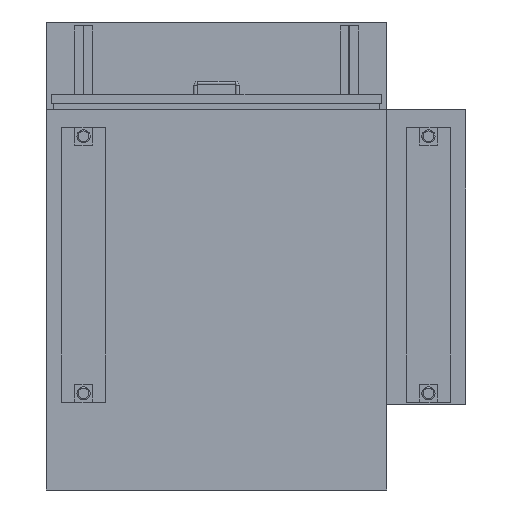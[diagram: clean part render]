
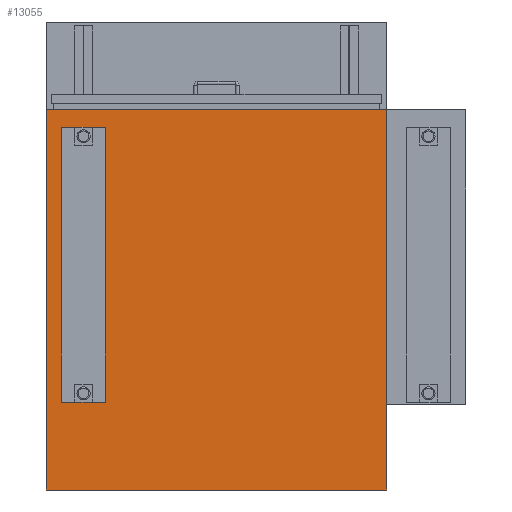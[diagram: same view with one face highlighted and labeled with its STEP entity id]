
A CAD part, front view. The second image highlights one B-rep face of the part: STEP entity #13055.
In plain terms, the highlighted planar face has unit normal (0, -1, 0).
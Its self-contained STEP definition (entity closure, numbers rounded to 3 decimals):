
#774=FACE_OUTER_BOUND('',#1574,.T.);
#1574=EDGE_LOOP('',(#8626,#8627,#8628,#8629));
#2409=LINE('',#19167,#3903);
#2410=LINE('',#19170,#3904);
#2411=LINE('',#19172,#3905);
#2412=LINE('',#19173,#3906);
#3903=VECTOR('',#15227,10.);
#3904=VECTOR('',#15230,10.);
#3905=VECTOR('',#15231,10.);
#3906=VECTOR('',#15232,10.);
#5387=VERTEX_POINT('',#19163);
#5388=VERTEX_POINT('',#19165);
#5389=VERTEX_POINT('',#19169);
#5390=VERTEX_POINT('',#19171);
#6699=EDGE_CURVE('',#5387,#5388,#2409,.T.);
#6700=EDGE_CURVE('',#5389,#5387,#2410,.T.);
#6701=EDGE_CURVE('',#5390,#5388,#2411,.T.);
#6702=EDGE_CURVE('',#5389,#5390,#2412,.T.);
#8626=ORIENTED_EDGE('',*,*,#6700,.T.);
#8627=ORIENTED_EDGE('',*,*,#6699,.T.);
#8628=ORIENTED_EDGE('',*,*,#6701,.F.);
#8629=ORIENTED_EDGE('',*,*,#6702,.F.);
#12398=PLANE('',#13966);
#13055=ADVANCED_FACE('',(#774),#12398,.T.);
#13966=AXIS2_PLACEMENT_3D('',#19168,#15228,#15229);
#15227=DIRECTION('',(1.,0.,0.));
#15228=DIRECTION('center_axis',(0.,-1.,0.));
#15229=DIRECTION('ref_axis',(0.,0.,-1.));
#15230=DIRECTION('',(0.,0.,-1.));
#15231=DIRECTION('',(0.,0.,-1.));
#15232=DIRECTION('',(1.,0.,0.));
#19163=CARTESIAN_POINT('',(0.,-270.,-432.5));
#19165=CARTESIAN_POINT('',(775.,-270.,-432.5));
#19167=CARTESIAN_POINT('',(0.,-270.,-432.5));
#19168=CARTESIAN_POINT('Origin',(0.,-270.,432.5));
#19169=CARTESIAN_POINT('',(0.,-270.,432.5));
#19170=CARTESIAN_POINT('',(0.,-270.,432.5));
#19171=CARTESIAN_POINT('',(775.,-270.,432.5));
#19172=CARTESIAN_POINT('',(775.,-270.,432.5));
#19173=CARTESIAN_POINT('',(0.,-270.,432.5));
